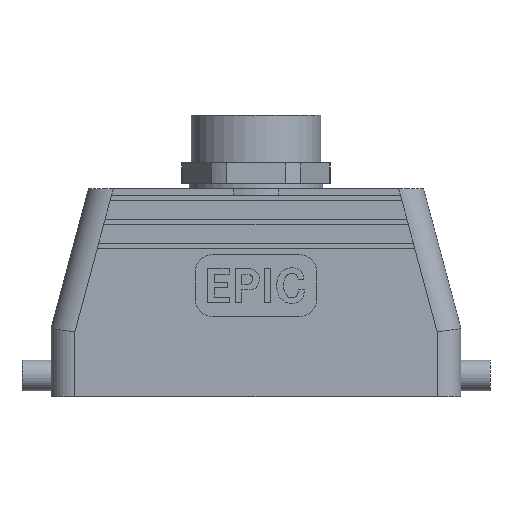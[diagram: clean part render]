
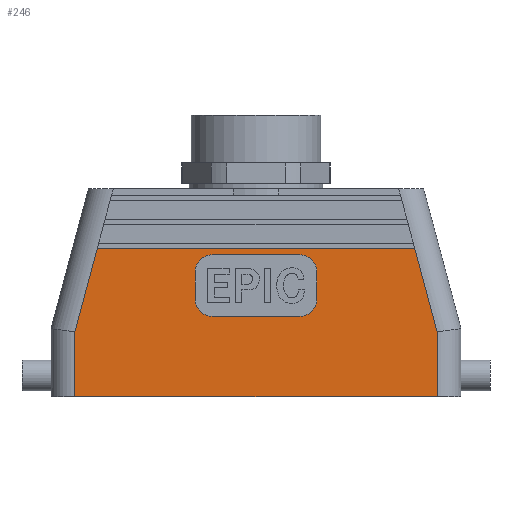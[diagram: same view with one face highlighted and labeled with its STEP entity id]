
A CAD part, front view. The second image highlights one B-rep face of the part: STEP entity #246.
In plain terms, the highlighted planar face has unit normal (0, -1, 0).
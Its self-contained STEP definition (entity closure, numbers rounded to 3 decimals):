
#246 = ADVANCED_FACE( '', ( #625, #626 ), #627, .F. );
#625 = FACE_OUTER_BOUND( '', #1154, .T. );
#626 = FACE_BOUND( '', #1155, .T. );
#627 = PLANE( '', #1156 );
#1154 = EDGE_LOOP( '', ( #1846, #1847, #1848, #1849, #1850, #1851 ) );
#1155 = EDGE_LOOP( '', ( #1852, #1853, #1854, #1855, #1856, #1857, #1858, #1859 ) );
#1156 = AXIS2_PLACEMENT_3D( '', #1860, #1861, #1862 );
#1846 = ORIENTED_EDGE( '', *, *, #3255, .F. );
#1847 = ORIENTED_EDGE( '', *, *, #3268, .F. );
#1848 = ORIENTED_EDGE( '', *, *, #3269, .T. );
#1849 = ORIENTED_EDGE( '', *, *, #3270, .T. );
#1850 = ORIENTED_EDGE( '', *, *, #3271, .T. );
#1851 = ORIENTED_EDGE( '', *, *, #3196, .F. );
#1852 = ORIENTED_EDGE( '', *, *, #3272, .T. );
#1853 = ORIENTED_EDGE( '', *, *, #3273, .T. );
#1854 = ORIENTED_EDGE( '', *, *, #3274, .T. );
#1855 = ORIENTED_EDGE( '', *, *, #3275, .T. );
#1856 = ORIENTED_EDGE( '', *, *, #3276, .T. );
#1857 = ORIENTED_EDGE( '', *, *, #3277, .T. );
#1858 = ORIENTED_EDGE( '', *, *, #3278, .T. );
#1859 = ORIENTED_EDGE( '', *, *, #3279, .T. );
#1860 = CARTESIAN_POINT( '', ( -60., -21.5, 20. ) );
#1861 = DIRECTION( '', ( 0., 1., 0. ) );
#1862 = DIRECTION( '', ( -1., 0., 0. ) );
#3196 = EDGE_CURVE( '', #3817, #3818, #3819, .T. );
#3255 = EDGE_CURVE( '', #3914, #3817, #3916, .F. );
#3268 = EDGE_CURVE( '', #3936, #3914, #3937, .T. );
#3269 = EDGE_CURVE( '', #3936, #3938, #3939, .F. );
#3270 = EDGE_CURVE( '', #3938, #3940, #3941, .T. );
#3271 = EDGE_CURVE( '', #3940, #3818, #3942, .T. );
#3272 = EDGE_CURVE( '', #3943, #3944, #3945, .T. );
#3273 = EDGE_CURVE( '', #3944, #3946, #3947, .T. );
#3274 = EDGE_CURVE( '', #3946, #3948, #3949, .T. );
#3275 = EDGE_CURVE( '', #3948, #3950, #3951, .T. );
#3276 = EDGE_CURVE( '', #3950, #3952, #3953, .T. );
#3277 = EDGE_CURVE( '', #3952, #3954, #3955, .T. );
#3278 = EDGE_CURVE( '', #3954, #3956, #3957, .T. );
#3279 = EDGE_CURVE( '', #3956, #3943, #3958, .T. );
#3817 = VERTEX_POINT( '', #4693 );
#3818 = VERTEX_POINT( '', #4694 );
#3819 = LINE( '', #4695, #4696 );
#3914 = VERTEX_POINT( '', #4831 );
#3916 = LINE( '', #4834, #4835 );
#3936 = VERTEX_POINT( '', #4860 );
#3937 = LINE( '', #4861, #4862 );
#3938 = VERTEX_POINT( '', #4863 );
#3939 = LINE( '', #4864, #4865 );
#3940 = VERTEX_POINT( '', #4866 );
#3941 = LINE( '', #4867, #4868 );
#3942 = LINE( '', #4869, #4870 );
#3943 = VERTEX_POINT( '', #4871 );
#3944 = VERTEX_POINT( '', #4872 );
#3945 = LINE( '', #4873, #4874 );
#3946 = VERTEX_POINT( '', #4875 );
#3947 = CIRCLE( '', #4876, 5. );
#3948 = VERTEX_POINT( '', #4877 );
#3949 = LINE( '', #4878, #4879 );
#3950 = VERTEX_POINT( '', #4880 );
#3951 = CIRCLE( '', #4881, 5. );
#3952 = VERTEX_POINT( '', #4882 );
#3953 = LINE( '', #4883, #4884 );
#3954 = VERTEX_POINT( '', #4885 );
#3955 = CIRCLE( '', #4886, 5. );
#3956 = VERTEX_POINT( '', #4887 );
#3957 = LINE( '', #4888, #4889 );
#3958 = CIRCLE( '', #4890, 5. );
#4693 = CARTESIAN_POINT( '', ( 53., -21.5, 19.078 ) );
#4694 = CARTESIAN_POINT( '', ( 53., -21.5, 0. ) );
#4695 = CARTESIAN_POINT( '', ( 53., -21.5, 20. ) );
#4696 = VECTOR( '', #5901, 1000. );
#4831 = CARTESIAN_POINT( '', ( 46.456, -21.5, 43.5 ) );
#4834 = CARTESIAN_POINT( '', ( 53.239, -21.5, 18.188 ) );
#4835 = VECTOR( '', #5962, 1000. );
#4860 = CARTESIAN_POINT( '', ( -46.456, -21.5, 43.5 ) );
#4861 = CARTESIAN_POINT( '', ( -46.456, -21.5, 43.5 ) );
#4862 = VECTOR( '', #5983, 1000. );
#4863 = CARTESIAN_POINT( '', ( -53., -21.5, 19.078 ) );
#4864 = CARTESIAN_POINT( '', ( -53.239, -21.5, 18.188 ) );
#4865 = VECTOR( '', #5984, 1000. );
#4866 = CARTESIAN_POINT( '', ( -53., -21.5, 0. ) );
#4867 = CARTESIAN_POINT( '', ( -53., -21.5, 20. ) );
#4868 = VECTOR( '', #5985, 1000. );
#4869 = CARTESIAN_POINT( '', ( -60., -21.5, 0. ) );
#4870 = VECTOR( '', #5986, 1000. );
#4871 = CARTESIAN_POINT( '', ( 12.801, -21.5, 23.6 ) );
#4872 = CARTESIAN_POINT( '', ( -12.801, -21.5, 23.6 ) );
#4873 = CARTESIAN_POINT( '', ( -12.801, -21.5, 23.6 ) );
#4874 = VECTOR( '', #5987, 1000. );
#4875 = CARTESIAN_POINT( '', ( -17.801, -21.5, 28.6 ) );
#4876 = AXIS2_PLACEMENT_3D( '', #5988, #5989, #5990 );
#4877 = CARTESIAN_POINT( '', ( -17.801, -21.5, 36.6 ) );
#4878 = CARTESIAN_POINT( '', ( -17.801, -21.5, 28.6 ) );
#4879 = VECTOR( '', #5991, 1000. );
#4880 = CARTESIAN_POINT( '', ( -12.801, -21.5, 41.6 ) );
#4881 = AXIS2_PLACEMENT_3D( '', #5992, #5993, #5994 );
#4882 = CARTESIAN_POINT( '', ( 12.801, -21.5, 41.6 ) );
#4883 = CARTESIAN_POINT( '', ( -12.801, -21.5, 41.6 ) );
#4884 = VECTOR( '', #5995, 1000. );
#4885 = CARTESIAN_POINT( '', ( 17.801, -21.5, 36.6 ) );
#4886 = AXIS2_PLACEMENT_3D( '', #5996, #5997, #5998 );
#4887 = CARTESIAN_POINT( '', ( 17.801, -21.5, 28.6 ) );
#4888 = CARTESIAN_POINT( '', ( 17.801, -21.5, 36.6 ) );
#4889 = VECTOR( '', #5999, 1000. );
#4890 = AXIS2_PLACEMENT_3D( '', #6000, #6001, #6002 );
#5901 = DIRECTION( '', ( 0., 0., -1. ) );
#5962 = DIRECTION( '', ( -0.259, 0., 0.966 ) );
#5983 = DIRECTION( '', ( 1., 0., 0. ) );
#5984 = DIRECTION( '', ( 0.259, 0., 0.966 ) );
#5985 = DIRECTION( '', ( 0., 0., -1. ) );
#5986 = DIRECTION( '', ( 1., 0., 0. ) );
#5987 = DIRECTION( '', ( -1., 0., 0. ) );
#5988 = CARTESIAN_POINT( '', ( -12.801, -21.5, 28.6 ) );
#5989 = DIRECTION( '', ( 0., 1., 0. ) );
#5990 = DIRECTION( '', ( 1., 0., 0. ) );
#5991 = DIRECTION( '', ( 0., 0., 1. ) );
#5992 = CARTESIAN_POINT( '', ( -12.801, -21.5, 36.6 ) );
#5993 = DIRECTION( '', ( 0., 1., 0. ) );
#5994 = DIRECTION( '', ( 1., 0., 0. ) );
#5995 = DIRECTION( '', ( 1., 0., 0. ) );
#5996 = CARTESIAN_POINT( '', ( 12.801, -21.5, 36.6 ) );
#5997 = DIRECTION( '', ( 0., 1., 0. ) );
#5998 = DIRECTION( '', ( -1., 0., 0. ) );
#5999 = DIRECTION( '', ( 0., 0., -1. ) );
#6000 = CARTESIAN_POINT( '', ( 12.801, -21.5, 28.6 ) );
#6001 = DIRECTION( '', ( 0., 1., 0. ) );
#6002 = DIRECTION( '', ( 1., 0., 0. ) );
